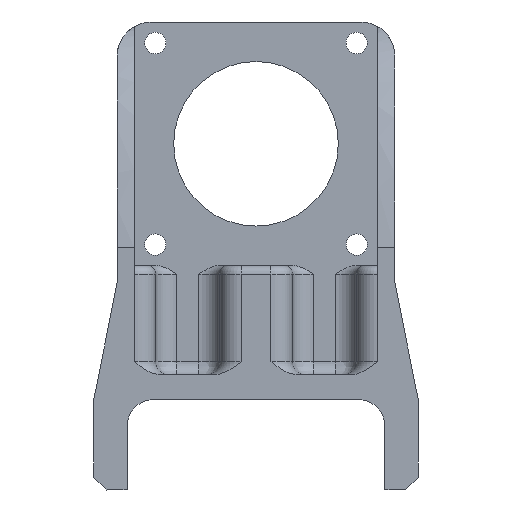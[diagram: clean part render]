
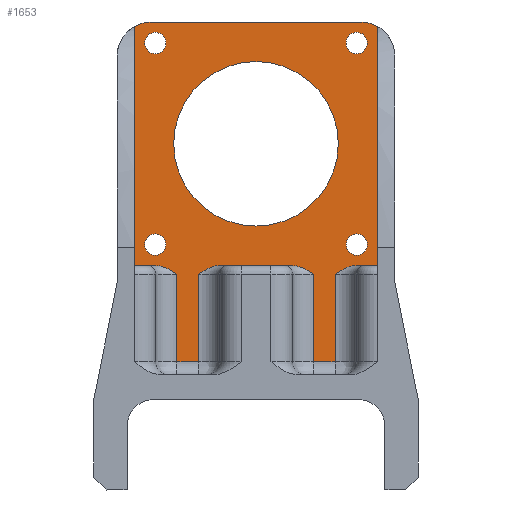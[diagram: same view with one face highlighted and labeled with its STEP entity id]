
A CAD part, front view. The second image highlights one B-rep face of the part: STEP entity #1653.
In plain terms, the highlighted planar face has unit normal (0, -1, 0).
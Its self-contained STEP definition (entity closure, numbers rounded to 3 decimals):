
#39=B_SPLINE_CURVE_WITH_KNOTS('',3,(#2790,#2791,#2792,#2793,#2794,#2795,
#2796,#2797),.UNSPECIFIED.,.F.,.F.,(4,2,2,4),(0.,0.316,0.41,
0.505),.UNSPECIFIED.);
#40=B_SPLINE_CURVE_WITH_KNOTS('',3,(#2811,#2812,#2813,#2814,#2815,#2816,
#2817,#2818),.UNSPECIFIED.,.F.,.F.,(4,2,2,4),(1.19,1.285,
1.379,1.695),.UNSPECIFIED.);
#41=B_SPLINE_CURVE_WITH_KNOTS('',3,(#2853,#2854,#2855,#2856,#2857,#2858,
#2859,#2860),.UNSPECIFIED.,.F.,.F.,(4,2,2,4),(0.,0.316,0.41,
0.505),.UNSPECIFIED.);
#42=B_SPLINE_CURVE_WITH_KNOTS('',3,(#2876,#2877,#2878,#2879,#2880,#2881,
#2882,#2883),.UNSPECIFIED.,.F.,.F.,(4,2,2,4),(1.19,1.285,
1.379,1.695),.UNSPECIFIED.);
#88=FACE_BOUND('',#363,.T.);
#89=FACE_BOUND('',#364,.T.);
#90=FACE_BOUND('',#365,.T.);
#91=FACE_BOUND('',#366,.T.);
#92=FACE_BOUND('',#367,.T.);
#107=CIRCLE('',#1716,19.25);
#114=CIRCLE('',#1744,8.);
#115=CIRCLE('',#1747,8.);
#174=CIRCLE('',#1839,2.5);
#175=CIRCLE('',#1840,2.5);
#176=CIRCLE('',#1841,2.5);
#177=CIRCLE('',#1842,2.5);
#256=FACE_OUTER_BOUND('',#362,.T.);
#362=EDGE_LOOP('',(#1385,#1386,#1387,#1388,#1389,#1390,#1391,#1392,#1393,
#1394,#1395,#1396,#1397,#1398,#1399,#1400,#1401,#1402));
#363=EDGE_LOOP('',(#1403));
#364=EDGE_LOOP('',(#1404));
#365=EDGE_LOOP('',(#1405));
#366=EDGE_LOOP('',(#1406));
#367=EDGE_LOOP('',(#1407));
#466=LINE('',#2571,#605);
#479=LINE('',#2653,#618);
#486=LINE('',#2734,#625);
#492=LINE('',#2802,#631);
#500=LINE('',#2864,#639);
#504=LINE('',#2900,#643);
#506=LINE('',#2920,#645);
#507=LINE('',#2921,#646);
#508=LINE('',#2922,#647);
#509=LINE('',#2923,#648);
#510=LINE('',#2924,#649);
#511=LINE('',#2925,#650);
#605=VECTOR('',#2046,10.);
#618=VECTOR('',#2093,10.);
#625=VECTOR('',#2140,10.);
#631=VECTOR('',#2186,10.);
#639=VECTOR('',#2238,10.);
#643=VECTOR('',#2268,10.);
#645=VECTOR('',#2272,10.);
#646=VECTOR('',#2273,10.);
#647=VECTOR('',#2274,10.);
#648=VECTOR('',#2275,10.);
#649=VECTOR('',#2276,10.);
#650=VECTOR('',#2277,10.);
#706=VERTEX_POINT('',#2449);
#735=VERTEX_POINT('',#2564);
#736=VERTEX_POINT('',#2566);
#737=VERTEX_POINT('',#2570);
#738=VERTEX_POINT('',#2574);
#751=VERTEX_POINT('',#2644);
#753=VERTEX_POINT('',#2650);
#767=VERTEX_POINT('',#2725);
#769=VERTEX_POINT('',#2731);
#782=VERTEX_POINT('',#2788);
#783=VERTEX_POINT('',#2789);
#784=VERTEX_POINT('',#2801);
#787=VERTEX_POINT('',#2808);
#788=VERTEX_POINT('',#2810);
#799=VERTEX_POINT('',#2851);
#800=VERTEX_POINT('',#2852);
#805=VERTEX_POINT('',#2873);
#806=VERTEX_POINT('',#2875);
#811=VERTEX_POINT('',#2898);
#813=VERTEX_POINT('',#2926);
#814=VERTEX_POINT('',#2928);
#815=VERTEX_POINT('',#2930);
#816=VERTEX_POINT('',#2932);
#860=EDGE_CURVE('',#706,#706,#107,.T.);
#911=EDGE_CURVE('',#736,#735,#114,.T.);
#913=EDGE_CURVE('',#737,#736,#466,.T.);
#915=EDGE_CURVE('',#738,#737,#115,.T.);
#938=EDGE_CURVE('',#753,#751,#479,.T.);
#961=EDGE_CURVE('',#769,#767,#486,.T.);
#979=EDGE_CURVE('',#782,#783,#39,.F.);
#982=EDGE_CURVE('',#782,#784,#492,.T.);
#986=EDGE_CURVE('',#788,#787,#40,.F.);
#1003=EDGE_CURVE('',#799,#800,#41,.F.);
#1006=EDGE_CURVE('',#799,#787,#500,.T.);
#1011=EDGE_CURVE('',#806,#805,#42,.F.);
#1020=EDGE_CURVE('',#811,#805,#504,.T.);
#1023=EDGE_CURVE('',#751,#788,#506,.T.);
#1024=EDGE_CURVE('',#800,#769,#507,.T.);
#1025=EDGE_CURVE('',#767,#806,#508,.T.);
#1026=EDGE_CURVE('',#738,#811,#509,.T.);
#1027=EDGE_CURVE('',#784,#735,#510,.T.);
#1028=EDGE_CURVE('',#783,#753,#511,.T.);
#1029=EDGE_CURVE('',#813,#813,#174,.T.);
#1030=EDGE_CURVE('',#814,#814,#175,.T.);
#1031=EDGE_CURVE('',#815,#815,#176,.T.);
#1032=EDGE_CURVE('',#816,#816,#177,.T.);
#1385=ORIENTED_EDGE('',*,*,#938,.T.);
#1386=ORIENTED_EDGE('',*,*,#1023,.T.);
#1387=ORIENTED_EDGE('',*,*,#986,.T.);
#1388=ORIENTED_EDGE('',*,*,#1006,.F.);
#1389=ORIENTED_EDGE('',*,*,#1003,.T.);
#1390=ORIENTED_EDGE('',*,*,#1024,.T.);
#1391=ORIENTED_EDGE('',*,*,#961,.T.);
#1392=ORIENTED_EDGE('',*,*,#1025,.T.);
#1393=ORIENTED_EDGE('',*,*,#1011,.T.);
#1394=ORIENTED_EDGE('',*,*,#1020,.F.);
#1395=ORIENTED_EDGE('',*,*,#1026,.F.);
#1396=ORIENTED_EDGE('',*,*,#915,.T.);
#1397=ORIENTED_EDGE('',*,*,#913,.T.);
#1398=ORIENTED_EDGE('',*,*,#911,.T.);
#1399=ORIENTED_EDGE('',*,*,#1027,.F.);
#1400=ORIENTED_EDGE('',*,*,#982,.F.);
#1401=ORIENTED_EDGE('',*,*,#979,.T.);
#1402=ORIENTED_EDGE('',*,*,#1028,.T.);
#1403=ORIENTED_EDGE('',*,*,#860,.T.);
#1404=ORIENTED_EDGE('',*,*,#1029,.T.);
#1405=ORIENTED_EDGE('',*,*,#1030,.T.);
#1406=ORIENTED_EDGE('',*,*,#1031,.T.);
#1407=ORIENTED_EDGE('',*,*,#1032,.T.);
#1573=PLANE('',#1838);
#1653=ADVANCED_FACE('',(#256,#88,#89,#90,#91,#92),#1573,.T.);
#1716=AXIS2_PLACEMENT_3D('',#2450,#1943,#1944);
#1744=AXIS2_PLACEMENT_3D('',#2567,#2041,#2042);
#1747=AXIS2_PLACEMENT_3D('',#2575,#2050,#2051);
#1838=AXIS2_PLACEMENT_3D('',#2919,#2270,#2271);
#1839=AXIS2_PLACEMENT_3D('',#2927,#2278,#2279);
#1840=AXIS2_PLACEMENT_3D('',#2929,#2280,#2281);
#1841=AXIS2_PLACEMENT_3D('',#2931,#2282,#2283);
#1842=AXIS2_PLACEMENT_3D('',#2933,#2284,#2285);
#1943=DIRECTION('center_axis',(0.,1.,0.));
#1944=DIRECTION('ref_axis',(1.,0.,0.));
#2041=DIRECTION('center_axis',(0.,-1.,0.));
#2042=DIRECTION('ref_axis',(-0.707,0.,0.707));
#2046=DIRECTION('',(-1.,0.,0.));
#2050=DIRECTION('center_axis',(0.,-1.,0.));
#2051=DIRECTION('ref_axis',(0.707,0.,0.707));
#2093=DIRECTION('',(1.,0.,0.));
#2140=DIRECTION('',(1.,0.,0.));
#2186=DIRECTION('',(-1.,0.,0.));
#2238=DIRECTION('',(-1.,0.,0.));
#2268=DIRECTION('',(-1.,0.,0.));
#2270=DIRECTION('center_axis',(0.,-1.,0.));
#2271=DIRECTION('ref_axis',(0.,0.,-1.));
#2272=DIRECTION('',(0.,0.,1.));
#2273=DIRECTION('',(0.,0.,-1.));
#2274=DIRECTION('',(0.,0.,1.));
#2275=DIRECTION('',(0.,0.,-1.));
#2276=DIRECTION('',(0.,0.,1.));
#2277=DIRECTION('',(0.,0.,-1.));
#2278=DIRECTION('center_axis',(0.,1.,0.));
#2279=DIRECTION('ref_axis',(1.,0.,0.));
#2280=DIRECTION('center_axis',(0.,1.,0.));
#2281=DIRECTION('ref_axis',(1.,0.,0.));
#2282=DIRECTION('center_axis',(0.,1.,0.));
#2283=DIRECTION('ref_axis',(1.,0.,0.));
#2284=DIRECTION('center_axis',(0.,1.,0.));
#2285=DIRECTION('ref_axis',(1.,0.,0.));
#2449=CARTESIAN_POINT('',(-19.25,-7.,0.));
#2450=CARTESIAN_POINT('Origin',(0.,-7.,0.));
#2564=CARTESIAN_POINT('',(-28.5,-7.,27.428));
#2566=CARTESIAN_POINT('',(-24.5,-7.,28.5));
#2567=CARTESIAN_POINT('Origin',(-24.5,-7.,20.5));
#2570=CARTESIAN_POINT('',(24.5,-7.,28.5));
#2571=CARTESIAN_POINT('',(-16.25,-7.,28.5));
#2574=CARTESIAN_POINT('',(28.5,-7.,27.428));
#2575=CARTESIAN_POINT('Origin',(24.5,-7.,20.5));
#2644=CARTESIAN_POINT('',(-13.5,-7.,-51.));
#2650=CARTESIAN_POINT('',(-18.5,-7.,-51.));
#2653=CARTESIAN_POINT('',(0.,-7.,-51.));
#2725=CARTESIAN_POINT('',(18.5,-7.,-51.));
#2731=CARTESIAN_POINT('',(13.5,-7.,-51.));
#2734=CARTESIAN_POINT('',(0.,-7.,-51.));
#2788=CARTESIAN_POINT('',(-23.399,-7.,-28.5));
#2789=CARTESIAN_POINT('',(-18.5,-7.,-30.5));
#2790=CARTESIAN_POINT('Ctrl Pts',(-18.5,-7.,-30.5));
#2791=CARTESIAN_POINT('Ctrl Pts',(-19.389,-7.,-29.938));
#2792=CARTESIAN_POINT('Ctrl Pts',(-20.461,-7.,-29.271));
#2793=CARTESIAN_POINT('Ctrl Pts',(-21.74,-7.,-28.786));
#2794=CARTESIAN_POINT('Ctrl Pts',(-22.07,-7.,-28.682));
#2795=CARTESIAN_POINT('Ctrl Pts',(-22.742,-7.,-28.539));
#2796=CARTESIAN_POINT('Ctrl Pts',(-23.084,-7.,-28.5));
#2797=CARTESIAN_POINT('Ctrl Pts',(-23.399,-7.,-28.5));
#2801=CARTESIAN_POINT('',(-28.5,-7.,-28.5));
#2802=CARTESIAN_POINT('',(14.25,-7.,-28.5));
#2808=CARTESIAN_POINT('',(-8.601,-7.,-28.5));
#2810=CARTESIAN_POINT('',(-13.5,-7.,-30.5));
#2811=CARTESIAN_POINT('Ctrl Pts',(-8.601,-7.,-28.5));
#2812=CARTESIAN_POINT('Ctrl Pts',(-8.916,-7.,-28.5));
#2813=CARTESIAN_POINT('Ctrl Pts',(-9.258,-7.,-28.539));
#2814=CARTESIAN_POINT('Ctrl Pts',(-9.93,-7.,-28.682));
#2815=CARTESIAN_POINT('Ctrl Pts',(-10.26,-7.,-28.786));
#2816=CARTESIAN_POINT('Ctrl Pts',(-11.539,-7.,-29.271));
#2817=CARTESIAN_POINT('Ctrl Pts',(-12.611,-7.,-29.938));
#2818=CARTESIAN_POINT('Ctrl Pts',(-13.5,-7.,-30.5));
#2851=CARTESIAN_POINT('',(8.601,-7.,-28.5));
#2852=CARTESIAN_POINT('',(13.5,-7.,-30.5));
#2853=CARTESIAN_POINT('Ctrl Pts',(13.5,-7.,-30.5));
#2854=CARTESIAN_POINT('Ctrl Pts',(12.611,-7.,-29.938));
#2855=CARTESIAN_POINT('Ctrl Pts',(11.539,-7.,-29.271));
#2856=CARTESIAN_POINT('Ctrl Pts',(10.26,-7.,-28.786));
#2857=CARTESIAN_POINT('Ctrl Pts',(9.93,-7.,-28.682));
#2858=CARTESIAN_POINT('Ctrl Pts',(9.258,-7.,-28.539));
#2859=CARTESIAN_POINT('Ctrl Pts',(8.916,-7.,-28.5));
#2860=CARTESIAN_POINT('Ctrl Pts',(8.601,-7.,-28.5));
#2864=CARTESIAN_POINT('',(14.25,-7.,-28.5));
#2873=CARTESIAN_POINT('',(23.399,-7.,-28.5));
#2875=CARTESIAN_POINT('',(18.5,-7.,-30.5));
#2876=CARTESIAN_POINT('Ctrl Pts',(23.399,-7.,-28.5));
#2877=CARTESIAN_POINT('Ctrl Pts',(23.084,-7.,-28.5));
#2878=CARTESIAN_POINT('Ctrl Pts',(22.742,-7.,-28.539));
#2879=CARTESIAN_POINT('Ctrl Pts',(22.07,-7.,-28.682));
#2880=CARTESIAN_POINT('Ctrl Pts',(21.74,-7.,-28.786));
#2881=CARTESIAN_POINT('Ctrl Pts',(20.461,-7.,-29.271));
#2882=CARTESIAN_POINT('Ctrl Pts',(19.389,-7.,-29.938));
#2883=CARTESIAN_POINT('Ctrl Pts',(18.5,-7.,-30.5));
#2898=CARTESIAN_POINT('',(28.5,-7.,-28.5));
#2900=CARTESIAN_POINT('',(14.25,-7.,-28.5));
#2919=CARTESIAN_POINT('Origin',(0.,-7.,0.));
#2920=CARTESIAN_POINT('',(-13.5,-7.,-14.25));
#2921=CARTESIAN_POINT('',(13.5,-7.,-14.25));
#2922=CARTESIAN_POINT('',(18.5,-7.,-14.25));
#2923=CARTESIAN_POINT('',(28.5,-7.,14.25));
#2924=CARTESIAN_POINT('',(-28.5,-7.,-14.25));
#2925=CARTESIAN_POINT('',(-18.5,-7.,-14.25));
#2926=CARTESIAN_POINT('',(-26.07,-7.,23.57));
#2927=CARTESIAN_POINT('Origin',(-23.57,-7.,23.57));
#2928=CARTESIAN_POINT('',(21.07,-7.,23.57));
#2929=CARTESIAN_POINT('Origin',(23.57,-7.,23.57));
#2930=CARTESIAN_POINT('',(-26.07,-7.,-23.57));
#2931=CARTESIAN_POINT('Origin',(-23.57,-7.,-23.57));
#2932=CARTESIAN_POINT('',(21.07,-7.,-23.57));
#2933=CARTESIAN_POINT('Origin',(23.57,-7.,-23.57));
